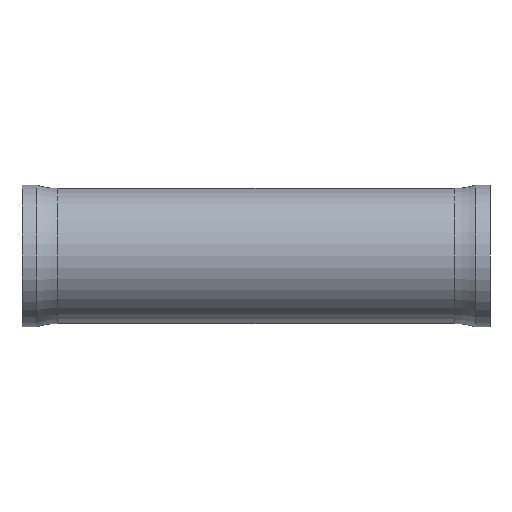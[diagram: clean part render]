
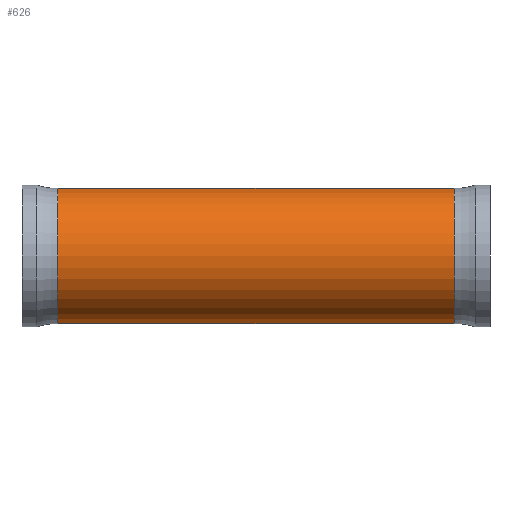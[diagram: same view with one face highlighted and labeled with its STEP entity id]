
A CAD part, left-side view. The second image highlights one B-rep face of the part: STEP entity #626.
In plain terms, the highlighted cylindrical face has radius 23.812 mm (diameter 47.625 mm), a partial arc.
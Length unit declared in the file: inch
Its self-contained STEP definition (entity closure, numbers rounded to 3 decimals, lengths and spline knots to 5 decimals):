
#3 = EDGE_CURVE ( 'NONE', #225, #19, #58, .T. ) ;
#4 = DIRECTION ( 'NONE',  ( 0., 1., 0. ) ) ;
#12 = CARTESIAN_POINT ( 'NONE',  ( 0., 0.49839, -0.9375 ) ) ;
#19 = VERTEX_POINT ( 'NONE', #485 ) ;
#24 = VECTOR ( 'NONE', #533, 39.37008 ) ;
#31 = VERTEX_POINT ( 'NONE', #239 ) ;
#45 = VERTEX_POINT ( 'NONE', #316 ) ;
#58 = LINE ( 'NONE', #360, #24 ) ;
#63 = AXIS2_PLACEMENT_3D ( 'NONE', #346, #4, #303 ) ;
#87 = ORIENTED_EDGE ( 'NONE', *, *, #216, .T. ) ;
#147 = DIRECTION ( 'NONE',  ( 0., 1., 0. ) ) ;
#161 = EDGE_LOOP ( 'NONE', ( #548, #270, #87, #166 ) ) ;
#166 = ORIENTED_EDGE ( 'NONE', *, *, #431, .F. ) ;
#216 = EDGE_CURVE ( 'NONE', #45, #31, #265, .T. ) ;
#225 = VERTEX_POINT ( 'NONE', #12 ) ;
#239 = CARTESIAN_POINT ( 'NONE',  ( 0., 5.99767, 0.9375 ) ) ;
#265 = LINE ( 'NONE', #273, #398 ) ;
#270 = ORIENTED_EDGE ( 'NONE', *, *, #288, .T. ) ;
#273 = CARTESIAN_POINT ( 'NONE',  ( 0., 5.49933, 0.9375 ) ) ;
#288 = EDGE_CURVE ( 'NONE', #225, #45, #347, .T. ) ;
#303 = DIRECTION ( 'NONE',  ( 0., 0., 1. ) ) ;
#311 = CARTESIAN_POINT ( 'NONE',  ( 0., 5.49933, 0. ) ) ;
#316 = CARTESIAN_POINT ( 'NONE',  ( 0., 0.49839, 0.9375 ) ) ;
#319 = CIRCLE ( 'NONE', #492, 0.9375 ) ;
#346 = CARTESIAN_POINT ( 'NONE',  ( 0., 0.49839, 0. ) ) ;
#347 = CIRCLE ( 'NONE', #63, 0.9375 ) ;
#360 = CARTESIAN_POINT ( 'NONE',  ( 0., 5.49933, -0.9375 ) ) ;
#398 = VECTOR ( 'NONE', #525, 39.37008 ) ;
#415 = DIRECTION ( 'NONE',  ( 0., 0., 1. ) ) ;
#430 = DIRECTION ( 'NONE',  ( 0., 0., 1. ) ) ;
#431 = EDGE_CURVE ( 'NONE', #19, #31, #319, .T. ) ;
#439 = CYLINDRICAL_SURFACE ( 'NONE', #585, 0.9375 ) ;
#451 = CARTESIAN_POINT ( 'NONE',  ( 0., 5.99767, 0. ) ) ;
#485 = CARTESIAN_POINT ( 'NONE',  ( 0., 5.99767, -0.9375 ) ) ;
#492 = AXIS2_PLACEMENT_3D ( 'NONE', #451, #147, #415 ) ;
#507 = FACE_OUTER_BOUND ( 'NONE', #161, .T. ) ;
#525 = DIRECTION ( 'NONE',  ( 0., 1., 0. ) ) ;
#526 = DIRECTION ( 'NONE',  ( 0., 1., 0. ) ) ;
#533 = DIRECTION ( 'NONE',  ( 0., 1., 0. ) ) ;
#548 = ORIENTED_EDGE ( 'NONE', *, *, #3, .F. ) ;
#585 = AXIS2_PLACEMENT_3D ( 'NONE', #311, #526, #430 ) ;
#626 = ADVANCED_FACE ( 'NONE', ( #507 ), #439, .T. ) ;
